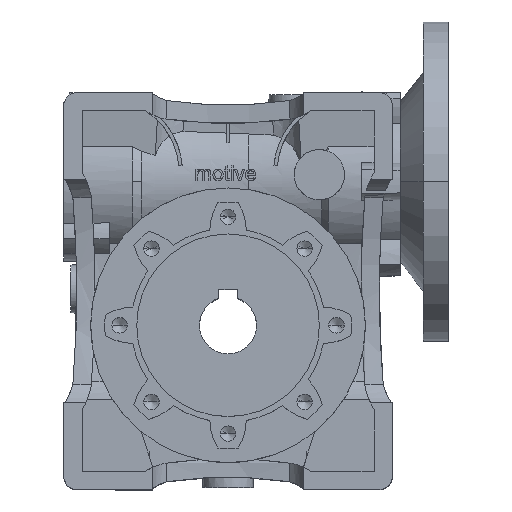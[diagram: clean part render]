
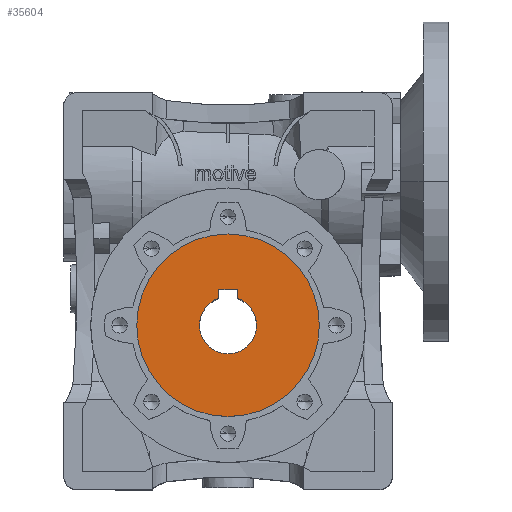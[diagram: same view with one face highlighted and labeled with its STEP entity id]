
A CAD part, top view. The second image highlights one B-rep face of the part: STEP entity #35604.
In plain terms, the highlighted face is planar.
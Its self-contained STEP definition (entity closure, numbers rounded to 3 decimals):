
#1675 = CIRCLE ( 'NONE', #14416, 40. ) ;
#1676 = LINE ( 'NONE', #40983, #1679 ) ;
#1677 = LINE ( 'NONE', #40982, #1681 ) ;
#1679 = VECTOR ( 'NONE', #40976, 1000. ) ;
#1680 = CIRCLE ( 'NONE', #14417, 12.5 ) ;
#1681 = VECTOR ( 'NONE', #40988, 1000. ) ;
#1682 = LINE ( 'NONE', #40987, #1684 ) ;
#1684 = VECTOR ( 'NONE', #40981, 1000. ) ;
#8275 = CARTESIAN_POINT ( 'NONE',  ( 0., 0., -56. ) ) ;
#8276 = DIRECTION ( 'NONE',  ( 0., 0., 1. ) ) ;
#8277 = DIRECTION ( 'NONE',  ( 1., 0., 0. ) ) ;
#8285 = CARTESIAN_POINT ( 'NONE',  ( 0., 0., -56. ) ) ;
#8286 = DIRECTION ( 'NONE',  ( 0., 0., 1. ) ) ;
#8287 = DIRECTION ( 'NONE',  ( 1., 0., 0. ) ) ;
#9726 = CARTESIAN_POINT ( 'NONE',  ( 4., 11.843, -56. ) ) ;
#9764 = CARTESIAN_POINT ( 'NONE',  ( -12.5, 0., -56. ) ) ;
#11289 = ORIENTED_EDGE ( 'NONE', *, *, #41875, .F. ) ;
#11290 = ORIENTED_EDGE ( 'NONE', *, *, #33898, .F. ) ;
#11291 = ORIENTED_EDGE ( 'NONE', *, *, #33901, .T. ) ;
#11292 = ORIENTED_EDGE ( 'NONE', *, *, #33903, .T. ) ;
#11293 = ORIENTED_EDGE ( 'NONE', *, *, #33904, .T. ) ;
#11294 = ORIENTED_EDGE ( 'NONE', *, *, #41977, .T. ) ;
#11295 = ORIENTED_EDGE ( 'NONE', *, *, #41973, .T. ) ;
#11296 = ORIENTED_EDGE ( 'NONE', *, *, #33907, .T. ) ;
#11539 = EDGE_LOOP ( 'NONE', ( #11289, #11290 ) ) ;
#11541 = EDGE_LOOP ( 'NONE', ( #11291, #11292, #11293, #11294, #11295, #11296 ) ) ;
#12636 = CARTESIAN_POINT ( 'NONE',  ( -4., 11.843, -56. ) ) ;
#12654 = CARTESIAN_POINT ( 'NONE',  ( 4., 15.8, -56. ) ) ;
#12666 = CARTESIAN_POINT ( 'NONE',  ( -4., 15.8, -56. ) ) ;
#14416 = AXIS2_PLACEMENT_3D ( 'NONE', #40984, #40985, #40986 ) ;
#14417 = AXIS2_PLACEMENT_3D ( 'NONE', #40990, #40991, #40992 ) ;
#15886 = CARTESIAN_POINT ( 'NONE',  ( 0., 0., -56. ) ) ;
#15887 = DIRECTION ( 'NONE',  ( 0., 0., 1. ) ) ;
#15888 = DIRECTION ( 'NONE',  ( 1., 0., 0. ) ) ;
#20851 = VERTEX_POINT ( 'NONE', #12666 ) ;
#20863 = VERTEX_POINT ( 'NONE', #12654 ) ;
#20881 = VERTEX_POINT ( 'NONE', #12636 ) ;
#23776 = DIRECTION ( 'NONE',  ( 0., 0., 1. ) ) ;
#23777 = CARTESIAN_POINT ( 'NONE',  ( 0., 40., -56. ) ) ;
#23779 = PLANE ( 'NONE',  #27681 ) ;
#23781 = DIRECTION ( 'NONE',  ( 1., 0., 0. ) ) ;
#24051 = CARTESIAN_POINT ( 'NONE',  ( -40., 0., -56. ) ) ;
#24053 = CARTESIAN_POINT ( 'NONE',  ( 40., 0., -56. ) ) ;
#24151 = CARTESIAN_POINT ( 'NONE',  ( 12.5, 0., -56. ) ) ;
#25159 = FACE_OUTER_BOUND ( 'NONE', #11539, .T. ) ;
#25163 = FACE_BOUND ( 'NONE', #11541, .T. ) ;
#25962 = CIRCLE ( 'NONE', #28028, 40. ) ;
#26221 = CIRCLE ( 'NONE', #28118, 12.5 ) ;
#26239 = CIRCLE ( 'NONE', #28122, 12.5 ) ;
#27681 = AXIS2_PLACEMENT_3D ( 'NONE', #23777, #23776, #23781 ) ;
#28028 = AXIS2_PLACEMENT_3D ( 'NONE', #15886, #15887, #15888 ) ;
#28118 = AXIS2_PLACEMENT_3D ( 'NONE', #8275, #8276, #8277 ) ;
#28122 = AXIS2_PLACEMENT_3D ( 'NONE', #8285, #8286, #8287 ) ;
#33898 = EDGE_CURVE ( 'NONE', #39088, #39092, #1675, .T. ) ;
#33901 = EDGE_CURVE ( 'NONE', #20863, #20851, #1676, .T. ) ;
#33903 = EDGE_CURVE ( 'NONE', #20851, #20881, #1677, .T. ) ;
#33904 = EDGE_CURVE ( 'NONE', #20881, #39608, #1680, .T. ) ;
#33907 = EDGE_CURVE ( 'NONE', #39540, #20863, #1682, .T. ) ;
#35604 = ADVANCED_FACE ( 'NONE', ( #25159, #25163 ), #23779, .F. ) ;
#39088 = VERTEX_POINT ( 'NONE', #24051 ) ;
#39092 = VERTEX_POINT ( 'NONE', #24053 ) ;
#39288 = VERTEX_POINT ( 'NONE', #24151 ) ;
#39540 = VERTEX_POINT ( 'NONE', #9726 ) ;
#39608 = VERTEX_POINT ( 'NONE', #9764 ) ;
#40976 = DIRECTION ( 'NONE',  ( -1., 0., 0. ) ) ;
#40981 = DIRECTION ( 'NONE',  ( 0., 1., 0. ) ) ;
#40982 = CARTESIAN_POINT ( 'NONE',  ( -4., 15.8, -56. ) ) ;
#40983 = CARTESIAN_POINT ( 'NONE',  ( -4., 15.8, -56. ) ) ;
#40984 = CARTESIAN_POINT ( 'NONE',  ( 0., 0., -56. ) ) ;
#40985 = DIRECTION ( 'NONE',  ( 0., 0., 1. ) ) ;
#40986 = DIRECTION ( 'NONE',  ( 1., 0., 0. ) ) ;
#40987 = CARTESIAN_POINT ( 'NONE',  ( 4., 15.8, -56. ) ) ;
#40988 = DIRECTION ( 'NONE',  ( 0., -1., 0. ) ) ;
#40990 = CARTESIAN_POINT ( 'NONE',  ( 0., 0., -56. ) ) ;
#40991 = DIRECTION ( 'NONE',  ( 0., 0., 1. ) ) ;
#40992 = DIRECTION ( 'NONE',  ( 1., 0., 0. ) ) ;
#41875 = EDGE_CURVE ( 'NONE', #39092, #39088, #25962, .T. ) ;
#41973 = EDGE_CURVE ( 'NONE', #39288, #39540, #26221, .T. ) ;
#41977 = EDGE_CURVE ( 'NONE', #39608, #39288, #26239, .T. ) ;
